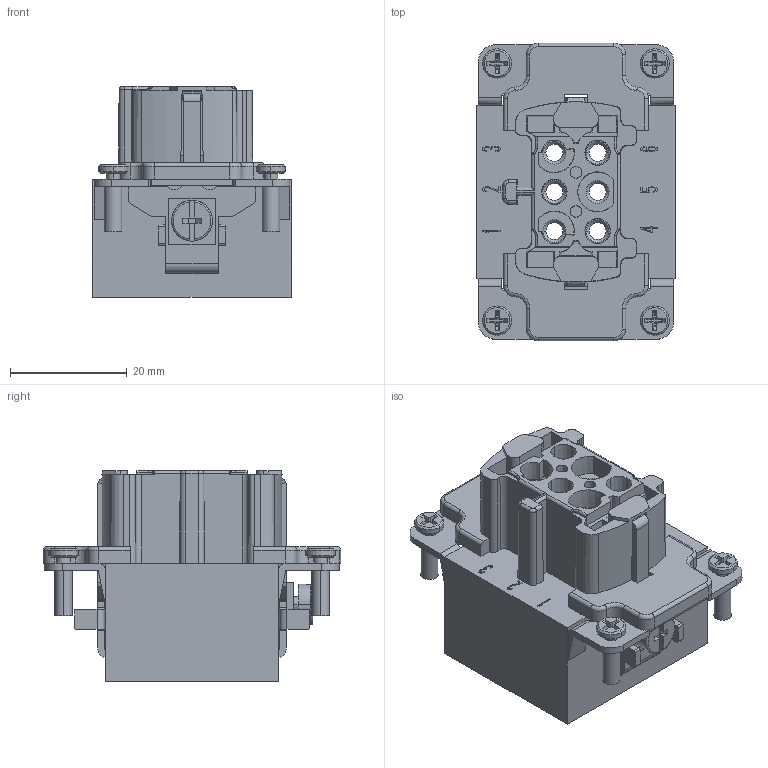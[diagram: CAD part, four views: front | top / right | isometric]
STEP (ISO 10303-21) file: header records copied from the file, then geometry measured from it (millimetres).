
FILE_DESCRIPTION((''),'2;1');
FILE_NAME('3D_1220060200101_HE-006-FC_N_V1','2017-09-19T',('tl.yang'),(''),'PRO/ENGINEER BY PARAMETRIC TECHNOLOGY CORPORATION, 2011500','PRO/ENGINEER BY PARAMETRIC TECHNOLOGY CORPORATION, 2011500','');
FILE_SCHEMA(('CONFIG_CONTROL_DESIGN'));
Length unit declared in the file: millimetre
Products named in the file (1): 3D_1220060200101_HE-006-FC_N_V1
Bounding box: 33.9 x 50.9 x 36 mm (x, y, z)
Volume: 26958 mm3; surface area: 14773.4 mm2
Topology: 1 solids, 1 shells, 1123 faces, 3108 edges, 2030 vertices
Faces by surface type: plane 788, cylinder 180, cone 83, bspline 54, torus 18
Entity records: 37584 total; most frequent: CARTESIAN_POINT 8835, ORIENTED_EDGE 6216, DIRECTION 5602, EDGE_CURVE 3108, VECTOR 2396, LINE 2396, VERTEX_POINT 2030, AXIS2_PLACEMENT_3D 1603
